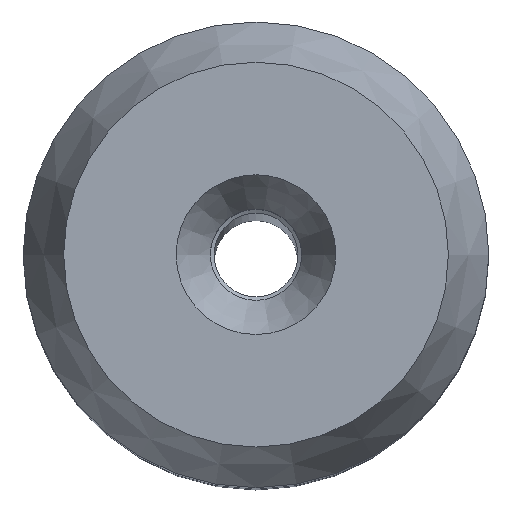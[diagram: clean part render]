
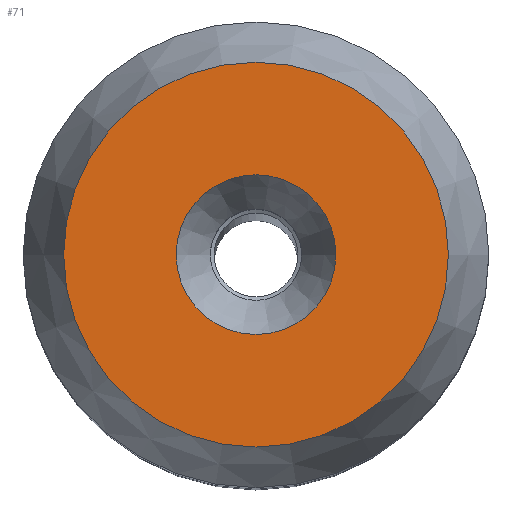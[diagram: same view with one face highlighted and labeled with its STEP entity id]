
A CAD part, top view. The second image highlights one B-rep face of the part: STEP entity #71.
In plain terms, the highlighted planar face has unit normal (0, 0, 1).
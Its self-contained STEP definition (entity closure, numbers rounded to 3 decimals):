
#59=PLANE('',#852);
#71=ADVANCED_FACE('',(#112,#113),#59,.F.);
#112=FACE_BOUND('',#154,.T.);
#113=FACE_BOUND('',#155,.T.);
#154=EDGE_LOOP('',(#204));
#155=EDGE_LOOP('',(#205));
#204=ORIENTED_EDGE('',*,*,#328,.F.);
#205=ORIENTED_EDGE('',*,*,#324,.T.);
#288=VERTEX_POINT('',#1150);
#292=VERTEX_POINT('',#1160);
#324=EDGE_CURVE('',#288,#288,#368,.T.);
#328=EDGE_CURVE('',#292,#292,#372,.T.);
#368=CIRCLE('',#845,2.53);
#372=CIRCLE('',#851,1.05);
#845=AXIS2_PLACEMENT_3D('',#1149,#959,#960);
#851=AXIS2_PLACEMENT_3D('',#1159,#971,#972);
#852=AXIS2_PLACEMENT_3D('',#1161,#973,#974);
#959=DIRECTION('',(0.,0.,1.));
#960=DIRECTION('',(-1.,0.,0.));
#971=DIRECTION('',(0.,0.,1.));
#972=DIRECTION('',(-1.,0.,0.));
#973=DIRECTION('',(0.,0.,-1.));
#974=DIRECTION('',(-1.,0.,0.));
#1149=CARTESIAN_POINT('',(0.,0.,62.));
#1150=CARTESIAN_POINT('',(-2.53,0.,62.));
#1159=CARTESIAN_POINT('',(0.,0.,62.));
#1160=CARTESIAN_POINT('',(-1.05,0.,62.));
#1161=CARTESIAN_POINT('',(0.,0.,62.));
